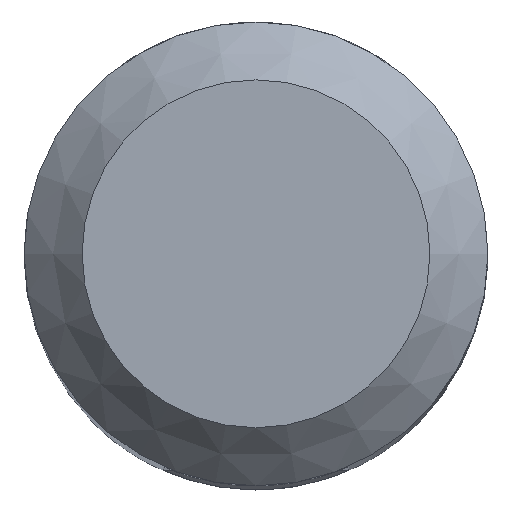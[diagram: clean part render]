
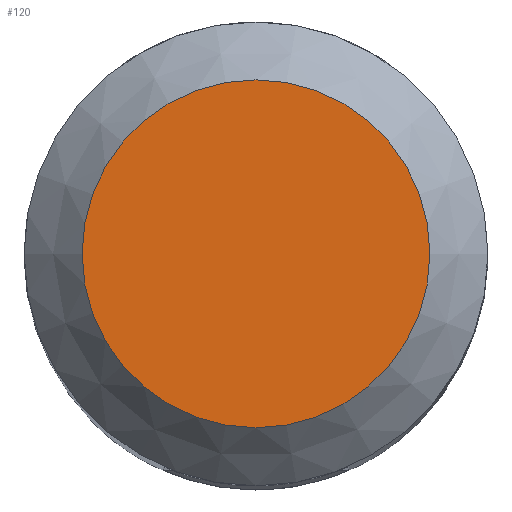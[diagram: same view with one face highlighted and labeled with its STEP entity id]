
A CAD part, top view. The second image highlights one B-rep face of the part: STEP entity #120.
In plain terms, the highlighted planar face has unit normal (0, 0, 1).
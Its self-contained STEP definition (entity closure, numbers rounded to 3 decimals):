
#120=ADVANCED_FACE('',(#158),#150,.F.);
#150=PLANE('',#512);
#158=FACE_OUTER_BOUND('',#185,.T.);
#185=EDGE_LOOP('',(#220));
#220=ORIENTED_EDGE('',*,*,#389,.F.);
#348=VERTEX_POINT('',#708);
#389=EDGE_CURVE('',#348,#348,#453,.T.);
#453=CIRCLE('',#511,4.5);
#511=AXIS2_PLACEMENT_3D('',#707,#574,#575);
#512=AXIS2_PLACEMENT_3D('',#709,#576,#577);
#574=DIRECTION('',(0.,0.,-1.));
#575=DIRECTION('',(-1.,0.,0.));
#576=DIRECTION('',(0.,0.,-1.));
#577=DIRECTION('',(-1.,0.,0.));
#707=CARTESIAN_POINT('',(0.,0.,0.));
#708=CARTESIAN_POINT('',(-4.5,0.,0.));
#709=CARTESIAN_POINT('',(0.,4.5,0.));
